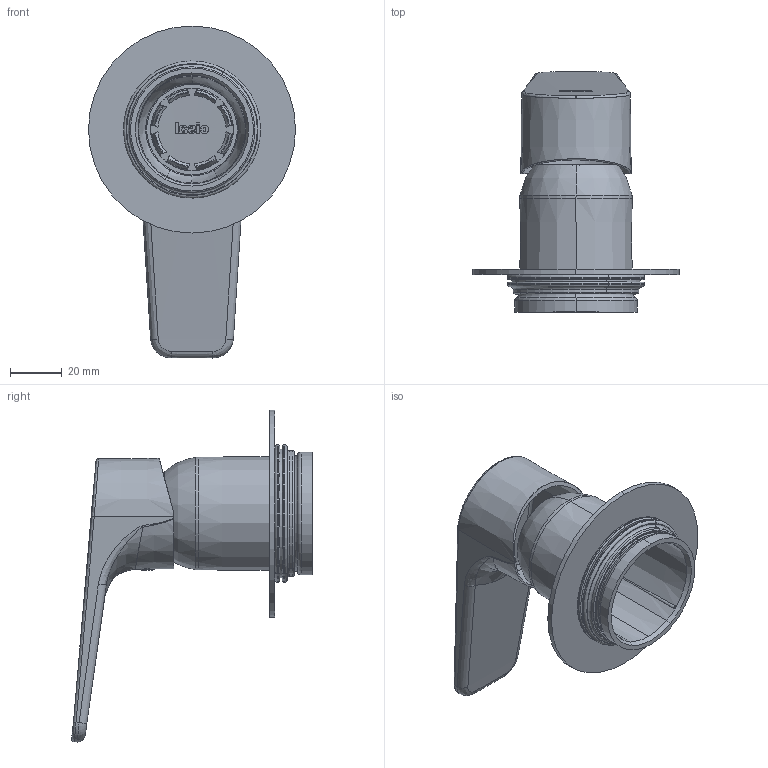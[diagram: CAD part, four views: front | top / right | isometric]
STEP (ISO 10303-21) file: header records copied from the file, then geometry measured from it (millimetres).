
FILE_DESCRIPTION(('CATIA V5 STEP Exchange','CAx-IF Rec.Pracs.--- Model Styling and Organization---1.5--- 2016-08-15','CAx-IF Rec.Pracs.---Supplemental Geometry---1.0---2011-11-01','CAx-IF Rec.Pracs.--- Composite Materials ---3.4---2017-06-13','CAx-IF Rec.Pracs.---Tessellated 3D Geometry---1.0---2015-12-17'),'2;1');
FILE_NAME('RK003000.stp','2023-05-26T08:59:39+00:00',('none'),('none'),'CATIA Version 5-6 Release 2020 SP2','CATIA V5 STEP AP242 v2','none');
FILE_SCHEMA(('AP242_MANAGED_MODEL_BASED_3D_ENGINEERING_MIM_LF {1 0 10303 442 1 1 4}'));
Length unit declared in the file: millimetre
Products named in the file (1): RK003000
Bounding box: 80 x 93 x 128.28 mm (x, y, z)
Volume: 21739.4 mm3; surface area: 40655.5 mm2
Topology: 4 solids, 125 shells, 423 faces, 1435 edges, 1145 vertices
Faces by surface type: cylinder 108, cone 83, plane 82, torus 82, bspline 43, sphere 10, extrusion 9, revolution 6
Entity records: 19553 total; most frequent: CARTESIAN_POINT 9154, ORIENTED_EDGE 2215, EDGE_CURVE 1433, DIRECTION 1180, VERTEX_POINT 1145, B_SPLINE_CURVE_WITH_KNOTS 733, AXIS2_PLACEMENT_3D 582, EDGE_LOOP 443
